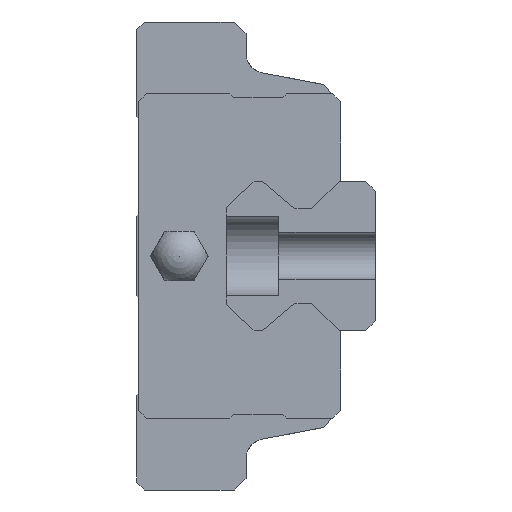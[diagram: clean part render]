
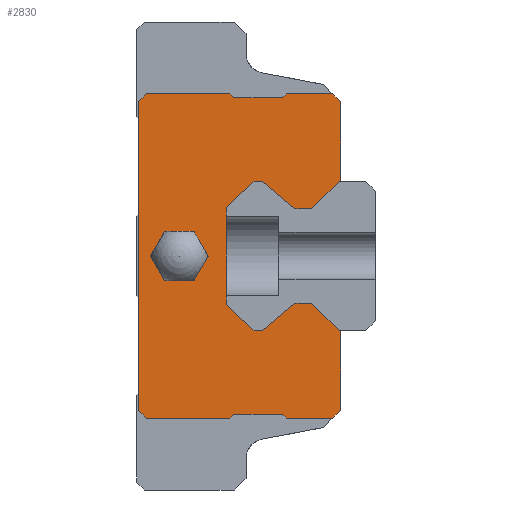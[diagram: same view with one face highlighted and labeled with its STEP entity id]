
A CAD part, left-side view. The second image highlights one B-rep face of the part: STEP entity #2830.
In plain terms, the highlighted planar face has unit normal (-1, 0, 0).
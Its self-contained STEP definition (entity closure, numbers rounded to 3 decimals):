
#679=ORIENTED_EDGE('',*,*,#1043,.F.);
#680=ORIENTED_EDGE('',*,*,#1040,.F.);
#681=ORIENTED_EDGE('',*,*,#1037,.F.);
#682=ORIENTED_EDGE('',*,*,#1034,.F.);
#683=ORIENTED_EDGE('',*,*,#1031,.F.);
#684=ORIENTED_EDGE('',*,*,#1028,.F.);
#685=ORIENTED_EDGE('',*,*,#1023,.F.);
#686=ORIENTED_EDGE('',*,*,#1189,.F.);
#687=ORIENTED_EDGE('',*,*,#1187,.F.);
#688=ORIENTED_EDGE('',*,*,#1185,.F.);
#689=ORIENTED_EDGE('',*,*,#1183,.F.);
#690=ORIENTED_EDGE('',*,*,#1181,.F.);
#691=ORIENTED_EDGE('',*,*,#1179,.F.);
#692=ORIENTED_EDGE('',*,*,#1177,.F.);
#693=ORIENTED_EDGE('',*,*,#1175,.F.);
#694=ORIENTED_EDGE('',*,*,#1173,.F.);
#695=ORIENTED_EDGE('',*,*,#1208,.F.);
#696=ORIENTED_EDGE('',*,*,#1206,.F.);
#697=ORIENTED_EDGE('',*,*,#1204,.F.);
#698=ORIENTED_EDGE('',*,*,#1202,.F.);
#699=ORIENTED_EDGE('',*,*,#1200,.F.);
#700=ORIENTED_EDGE('',*,*,#1198,.F.);
#701=ORIENTED_EDGE('',*,*,#1196,.F.);
#702=ORIENTED_EDGE('',*,*,#1194,.F.);
#703=ORIENTED_EDGE('',*,*,#1192,.F.);
#704=ORIENTED_EDGE('',*,*,#1190,.F.);
#705=ORIENTED_EDGE('',*,*,#1055,.F.);
#706=ORIENTED_EDGE('',*,*,#1052,.F.);
#707=ORIENTED_EDGE('',*,*,#1049,.F.);
#708=ORIENTED_EDGE('',*,*,#1046,.F.);
#709=ORIENTED_EDGE('',*,*,#1209,.T.);
#710=ORIENTED_EDGE('',*,*,#1210,.T.);
#711=ORIENTED_EDGE('',*,*,#1211,.T.);
#712=ORIENTED_EDGE('',*,*,#1212,.T.);
#713=ORIENTED_EDGE('',*,*,#1213,.T.);
#714=ORIENTED_EDGE('',*,*,#1214,.T.);
#1023=EDGE_CURVE('',#1402,#1403,#1663,.T.);
#1028=EDGE_CURVE('',#1403,#1407,#1668,.T.);
#1031=EDGE_CURVE('',#1407,#1409,#1671,.T.);
#1034=EDGE_CURVE('',#1409,#1411,#1674,.T.);
#1037=EDGE_CURVE('',#1411,#1413,#1677,.T.);
#1040=EDGE_CURVE('',#1413,#1415,#1680,.T.);
#1043=EDGE_CURVE('',#1415,#1417,#1683,.T.);
#1046=EDGE_CURVE('',#1417,#1419,#1686,.T.);
#1049=EDGE_CURVE('',#1419,#1421,#1689,.T.);
#1052=EDGE_CURVE('',#1421,#1423,#1692,.T.);
#1055=EDGE_CURVE('',#1423,#1425,#1695,.T.);
#1173=EDGE_CURVE('',#1489,#1490,#1799,.T.);
#1175=EDGE_CURVE('',#1490,#1491,#1801,.T.);
#1177=EDGE_CURVE('',#1491,#1492,#1803,.T.);
#1179=EDGE_CURVE('',#1492,#1493,#1805,.T.);
#1181=EDGE_CURVE('',#1493,#1494,#1807,.T.);
#1183=EDGE_CURVE('',#1494,#1495,#1809,.T.);
#1185=EDGE_CURVE('',#1495,#1496,#1811,.T.);
#1187=EDGE_CURVE('',#1496,#1497,#1813,.T.);
#1189=EDGE_CURVE('',#1497,#1402,#1815,.T.);
#1190=EDGE_CURVE('',#1425,#1498,#1816,.T.);
#1192=EDGE_CURVE('',#1498,#1499,#1818,.T.);
#1194=EDGE_CURVE('',#1499,#1500,#1820,.T.);
#1196=EDGE_CURVE('',#1500,#1501,#1822,.T.);
#1198=EDGE_CURVE('',#1501,#1502,#1824,.T.);
#1200=EDGE_CURVE('',#1502,#1503,#1826,.T.);
#1202=EDGE_CURVE('',#1503,#1504,#1828,.T.);
#1204=EDGE_CURVE('',#1504,#1505,#1830,.T.);
#1206=EDGE_CURVE('',#1505,#1506,#1832,.T.);
#1208=EDGE_CURVE('',#1506,#1489,#1834,.T.);
#1209=EDGE_CURVE('',#1507,#1508,#1835,.T.);
#1210=EDGE_CURVE('',#1508,#1509,#1836,.T.);
#1211=EDGE_CURVE('',#1509,#1510,#1837,.T.);
#1212=EDGE_CURVE('',#1510,#1511,#1838,.T.);
#1213=EDGE_CURVE('',#1511,#1512,#1839,.T.);
#1214=EDGE_CURVE('',#1512,#1507,#1840,.T.);
#1402=VERTEX_POINT('',#4111);
#1403=VERTEX_POINT('',#4113);
#1407=VERTEX_POINT('',#4123);
#1409=VERTEX_POINT('',#4129);
#1411=VERTEX_POINT('',#4135);
#1413=VERTEX_POINT('',#4141);
#1415=VERTEX_POINT('',#4147);
#1417=VERTEX_POINT('',#4153);
#1419=VERTEX_POINT('',#4159);
#1421=VERTEX_POINT('',#4165);
#1423=VERTEX_POINT('',#4171);
#1425=VERTEX_POINT('',#4177);
#1489=VERTEX_POINT('',#4412);
#1490=VERTEX_POINT('',#4414);
#1491=VERTEX_POINT('',#4418);
#1492=VERTEX_POINT('',#4422);
#1493=VERTEX_POINT('',#4426);
#1494=VERTEX_POINT('',#4430);
#1495=VERTEX_POINT('',#4434);
#1496=VERTEX_POINT('',#4438);
#1497=VERTEX_POINT('',#4442);
#1498=VERTEX_POINT('',#4448);
#1499=VERTEX_POINT('',#4452);
#1500=VERTEX_POINT('',#4456);
#1501=VERTEX_POINT('',#4460);
#1502=VERTEX_POINT('',#4464);
#1503=VERTEX_POINT('',#4468);
#1504=VERTEX_POINT('',#4472);
#1505=VERTEX_POINT('',#4476);
#1506=VERTEX_POINT('',#4480);
#1507=VERTEX_POINT('',#4486);
#1508=VERTEX_POINT('',#4487);
#1509=VERTEX_POINT('',#4489);
#1510=VERTEX_POINT('',#4491);
#1511=VERTEX_POINT('',#4493);
#1512=VERTEX_POINT('',#4495);
#1663=LINE('',#4112,#2009);
#1668=LINE('',#4122,#2014);
#1671=LINE('',#4128,#2017);
#1674=LINE('',#4134,#2020);
#1677=LINE('',#4140,#2023);
#1680=LINE('',#4146,#2026);
#1683=LINE('',#4152,#2029);
#1686=LINE('',#4158,#2032);
#1689=LINE('',#4164,#2035);
#1692=LINE('',#4170,#2038);
#1695=LINE('',#4176,#2041);
#1799=LINE('',#4413,#2145);
#1801=LINE('',#4417,#2147);
#1803=LINE('',#4421,#2149);
#1805=LINE('',#4425,#2151);
#1807=LINE('',#4429,#2153);
#1809=LINE('',#4433,#2155);
#1811=LINE('',#4437,#2157);
#1813=LINE('',#4441,#2159);
#1815=LINE('',#4445,#2161);
#1816=LINE('',#4447,#2162);
#1818=LINE('',#4451,#2164);
#1820=LINE('',#4455,#2166);
#1822=LINE('',#4459,#2168);
#1824=LINE('',#4463,#2170);
#1826=LINE('',#4467,#2172);
#1828=LINE('',#4471,#2174);
#1830=LINE('',#4475,#2176);
#1832=LINE('',#4479,#2178);
#1834=LINE('',#4483,#2180);
#1835=LINE('',#4485,#2181);
#1836=LINE('',#4488,#2182);
#1837=LINE('',#4490,#2183);
#1838=LINE('',#4492,#2184);
#1839=LINE('',#4494,#2185);
#1840=LINE('',#4496,#2186);
#2009=VECTOR('',#3269,1000.);
#2014=VECTOR('',#3276,1000.);
#2017=VECTOR('',#3281,1000.);
#2020=VECTOR('',#3286,1000.);
#2023=VECTOR('',#3291,1000.);
#2026=VECTOR('',#3296,1000.);
#2029=VECTOR('',#3301,1000.);
#2032=VECTOR('',#3306,1000.);
#2035=VECTOR('',#3311,1000.);
#2038=VECTOR('',#3316,1000.);
#2041=VECTOR('',#3321,1000.);
#2145=VECTOR('',#3561,1000.);
#2147=VECTOR('',#3565,1000.);
#2149=VECTOR('',#3569,1000.);
#2151=VECTOR('',#3573,1000.);
#2153=VECTOR('',#3577,1000.);
#2155=VECTOR('',#3581,1000.);
#2157=VECTOR('',#3585,1000.);
#2159=VECTOR('',#3589,1000.);
#2161=VECTOR('',#3593,1000.);
#2162=VECTOR('',#3596,1000.);
#2164=VECTOR('',#3600,1000.);
#2166=VECTOR('',#3604,1000.);
#2168=VECTOR('',#3608,1000.);
#2170=VECTOR('',#3612,1000.);
#2172=VECTOR('',#3616,1000.);
#2174=VECTOR('',#3620,1000.);
#2176=VECTOR('',#3624,1000.);
#2178=VECTOR('',#3628,1000.);
#2180=VECTOR('',#3632,1000.);
#2181=VECTOR('',#3635,1000.);
#2182=VECTOR('',#3636,1000.);
#2183=VECTOR('',#3637,1000.);
#2184=VECTOR('',#3638,1000.);
#2185=VECTOR('',#3639,1000.);
#2186=VECTOR('',#3640,1000.);
#2381=EDGE_LOOP('',(#679,#680,#681,#682,#683,#684,#685,#686,#687,#688,#689,
#690,#691,#692,#693,#694,#695,#696,#697,#698,#699,#700,#701,#702,#703,#704,
#705,#706,#707,#708));
#2382=EDGE_LOOP('',(#709,#710,#711,#712,#713,#714));
#2549=FACE_BOUND('',#2381,.T.);
#2550=FACE_BOUND('',#2382,.T.);
#2689=PLANE('',#3035);
#2830=ADVANCED_FACE('',(#2549,#2550),#2689,.F.);
#3035=AXIS2_PLACEMENT_3D('',#4484,#3633,#3634);
#3269=DIRECTION('',(0.,0.707,-0.707));
#3276=DIRECTION('',(0.,1.,0.));
#3281=DIRECTION('',(0.,0.764,0.645));
#3286=DIRECTION('',(0.,1.,0.));
#3291=DIRECTION('',(0.,0.729,-0.685));
#3296=DIRECTION('',(0.,0.,-1.));
#3301=DIRECTION('',(0.,-0.729,-0.685));
#3306=DIRECTION('',(0.,-1.,0.));
#3311=DIRECTION('',(0.,-0.764,0.645));
#3316=DIRECTION('',(0.,-1.,0.));
#3321=DIRECTION('',(0.,-0.707,-0.707));
#3561=DIRECTION('',(0.,-0.707,0.707));
#3565=DIRECTION('',(0.,-1.,0.));
#3569=DIRECTION('',(0.,-0.707,-0.707));
#3573=DIRECTION('',(0.,-1.,0.));
#3577=DIRECTION('',(0.,-0.707,0.707));
#3581=DIRECTION('',(0.,-1.,0.));
#3585=DIRECTION('',(0.,-0.707,-0.707));
#3589=DIRECTION('',(0.,0.,-1.));
#3593=DIRECTION('',(0.,1.,0.));
#3596=DIRECTION('',(0.,-1.,0.));
#3600=DIRECTION('',(0.,0.,-1.));
#3604=DIRECTION('',(0.,0.707,-0.707));
#3608=DIRECTION('',(0.,1.,0.));
#3612=DIRECTION('',(0.,0.707,0.707));
#3616=DIRECTION('',(0.,1.,0.));
#3620=DIRECTION('',(0.,0.707,-0.707));
#3624=DIRECTION('',(0.,1.,0.));
#3628=DIRECTION('',(0.,0.707,0.707));
#3632=DIRECTION('',(0.,0.,1.));
#3633=DIRECTION('',(1.,0.,0.));
#3634=DIRECTION('',(0.,0.,-1.));
#3635=DIRECTION('',(0.,1.,0.));
#3636=DIRECTION('',(0.,0.5,0.866));
#3637=DIRECTION('',(0.,-0.5,0.866));
#3638=DIRECTION('',(0.,-1.,0.));
#3639=DIRECTION('',(0.,-0.5,-0.866));
#3640=DIRECTION('',(0.,0.5,-0.866));
#4111=CARTESIAN_POINT('',(-30.1,-24.35,7.5));
#4112=CARTESIAN_POINT('',(-30.1,-24.35,7.5));
#4113=CARTESIAN_POINT('',(-30.1,-21.6,4.75));
#4122=CARTESIAN_POINT('',(-30.1,-21.6,4.75));
#4123=CARTESIAN_POINT('',(-30.1,-19.9,4.75));
#4128=CARTESIAN_POINT('',(-30.1,-19.9,4.75));
#4129=CARTESIAN_POINT('',(-30.1,-16.64,7.5));
#4134=CARTESIAN_POINT('',(-30.1,-16.64,7.5));
#4135=CARTESIAN_POINT('',(-30.1,-15.8,7.5));
#4140=CARTESIAN_POINT('',(-30.1,-15.8,7.5));
#4141=CARTESIAN_POINT('',(-30.1,-13.,4.87));
#4146=CARTESIAN_POINT('',(-30.1,-13.,4.87));
#4147=CARTESIAN_POINT('',(-30.1,-13.,-4.87));
#4152=CARTESIAN_POINT('',(-30.1,-13.,-4.87));
#4153=CARTESIAN_POINT('',(-30.1,-15.8,-7.5));
#4158=CARTESIAN_POINT('',(-30.1,-15.8,-7.5));
#4159=CARTESIAN_POINT('',(-30.1,-16.64,-7.5));
#4164=CARTESIAN_POINT('',(-30.1,-16.64,-7.5));
#4165=CARTESIAN_POINT('',(-30.1,-19.9,-4.75));
#4170=CARTESIAN_POINT('',(-30.1,-19.9,-4.75));
#4171=CARTESIAN_POINT('',(-30.1,-21.6,-4.75));
#4176=CARTESIAN_POINT('',(-30.1,-21.6,-4.75));
#4177=CARTESIAN_POINT('',(-30.1,-24.35,-7.5));
#4412=CARTESIAN_POINT('',(-30.1,-4.2,15.5));
#4413=CARTESIAN_POINT('',(-30.1,-4.2,15.5));
#4414=CARTESIAN_POINT('',(-30.1,-5.,16.3));
#4417=CARTESIAN_POINT('',(-30.1,-5.,16.3));
#4418=CARTESIAN_POINT('',(-30.1,-13.36,16.3));
#4421=CARTESIAN_POINT('',(-30.1,-13.36,16.3));
#4422=CARTESIAN_POINT('',(-30.1,-13.76,15.9));
#4425=CARTESIAN_POINT('',(-30.1,-13.76,15.9));
#4426=CARTESIAN_POINT('',(-30.1,-18.66,15.9));
#4429=CARTESIAN_POINT('',(-30.1,-18.66,15.9));
#4430=CARTESIAN_POINT('',(-30.1,-19.06,16.3));
#4433=CARTESIAN_POINT('',(-30.1,-19.06,16.3));
#4434=CARTESIAN_POINT('',(-30.1,-23.7,16.3));
#4437=CARTESIAN_POINT('',(-30.1,-23.7,16.3));
#4438=CARTESIAN_POINT('',(-30.1,-24.5,15.5));
#4441=CARTESIAN_POINT('',(-30.1,-24.5,15.5));
#4442=CARTESIAN_POINT('',(-30.1,-24.5,7.5));
#4445=CARTESIAN_POINT('',(-30.1,-24.5,7.5));
#4447=CARTESIAN_POINT('',(-30.1,-24.35,-7.5));
#4448=CARTESIAN_POINT('',(-30.1,-24.5,-7.5));
#4451=CARTESIAN_POINT('',(-30.1,-24.5,-7.5));
#4452=CARTESIAN_POINT('',(-30.1,-24.5,-15.5));
#4455=CARTESIAN_POINT('',(-30.1,-24.5,-15.5));
#4456=CARTESIAN_POINT('',(-30.1,-23.7,-16.3));
#4459=CARTESIAN_POINT('',(-30.1,-23.7,-16.3));
#4460=CARTESIAN_POINT('',(-30.1,-19.06,-16.3));
#4463=CARTESIAN_POINT('',(-30.1,-19.06,-16.3));
#4464=CARTESIAN_POINT('',(-30.1,-18.66,-15.9));
#4467=CARTESIAN_POINT('',(-30.1,-18.66,-15.9));
#4468=CARTESIAN_POINT('',(-30.1,-13.76,-15.9));
#4471=CARTESIAN_POINT('',(-30.1,-13.76,-15.9));
#4472=CARTESIAN_POINT('',(-30.1,-13.36,-16.3));
#4475=CARTESIAN_POINT('',(-30.1,-13.36,-16.3));
#4476=CARTESIAN_POINT('',(-30.1,-5.,-16.3));
#4479=CARTESIAN_POINT('',(-30.1,-5.,-16.3));
#4480=CARTESIAN_POINT('',(-30.1,-4.2,-15.5));
#4483=CARTESIAN_POINT('',(-30.1,-4.2,-15.5));
#4484=CARTESIAN_POINT('',(-30.1,0.,0.));
#4485=CARTESIAN_POINT('',(-30.1,-9.743,-2.5));
#4486=CARTESIAN_POINT('',(-30.1,-9.743,-2.5));
#4487=CARTESIAN_POINT('',(-30.1,-6.857,-2.5));
#4488=CARTESIAN_POINT('',(-30.1,-6.857,-2.5));
#4489=CARTESIAN_POINT('',(-30.1,-5.413,0.));
#4490=CARTESIAN_POINT('',(-30.1,-5.413,0.));
#4491=CARTESIAN_POINT('',(-30.1,-6.857,2.5));
#4492=CARTESIAN_POINT('',(-30.1,-6.857,2.5));
#4493=CARTESIAN_POINT('',(-30.1,-9.743,2.5));
#4494=CARTESIAN_POINT('',(-30.1,-9.743,2.5));
#4495=CARTESIAN_POINT('',(-30.1,-11.187,0.));
#4496=CARTESIAN_POINT('',(-30.1,-11.187,0.));
